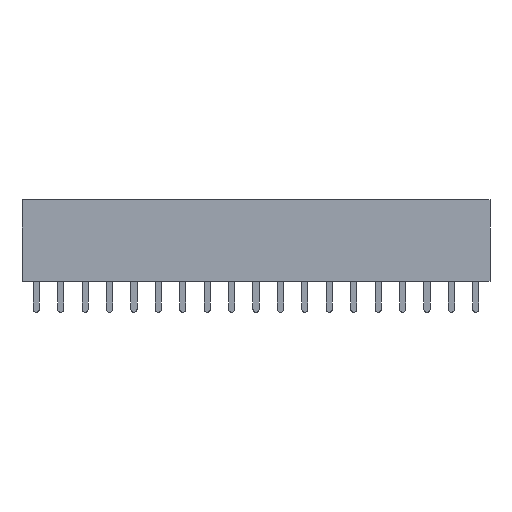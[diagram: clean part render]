
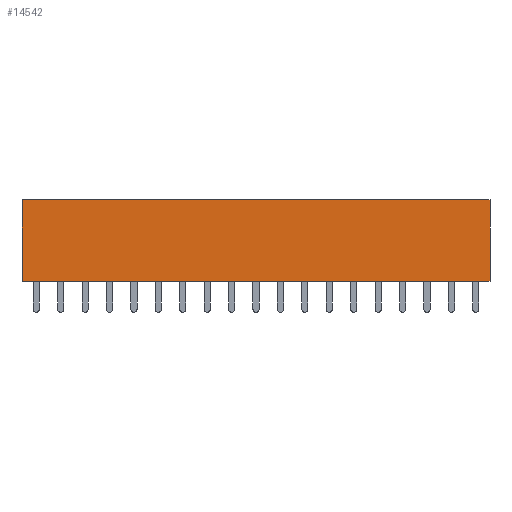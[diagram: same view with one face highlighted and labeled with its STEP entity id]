
A CAD part, front view. The second image highlights one B-rep face of the part: STEP entity #14542.
In plain terms, the highlighted planar face has unit normal (0, -1, 0).
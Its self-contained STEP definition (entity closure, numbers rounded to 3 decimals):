
#903=FACE_OUTER_BOUND('',#1818,.T.);
#1818=EDGE_LOOP('',(#10827,#10828,#10829,#10830));
#2319=LINE('',#19387,#4018);
#2414=LINE('',#19874,#4113);
#3321=LINE('',#21891,#5020);
#3331=LINE('',#21910,#5030);
#4018=VECTOR('',#15941,1.);
#4113=VECTOR('',#16100,1.);
#5020=VECTOR('',#17657,1.);
#5030=VECTOR('',#17669,1.);
#5717=VERTEX_POINT('',#19384);
#5718=VERTEX_POINT('',#19386);
#5889=VERTEX_POINT('',#19871);
#6516=VERTEX_POINT('',#21887);
#6999=EDGE_CURVE('',#5718,#5717,#2319,.T.);
#7172=EDGE_CURVE('',#5717,#5889,#2414,.T.);
#8089=EDGE_CURVE('',#5718,#6516,#3321,.T.);
#8099=EDGE_CURVE('',#6516,#5889,#3331,.T.);
#10827=ORIENTED_EDGE('',*,*,#7172,.T.);
#10828=ORIENTED_EDGE('',*,*,#8099,.F.);
#10829=ORIENTED_EDGE('',*,*,#8089,.F.);
#10830=ORIENTED_EDGE('',*,*,#6999,.T.);
#13324=PLANE('',#15421);
#14542=ADVANCED_FACE('',(#903),#13324,.F.);
#15421=AXIS2_PLACEMENT_3D('',#21912,#17672,#17673);
#15941=DIRECTION('',(0.,0.,-1.));
#16100=DIRECTION('',(1.,0.,0.));
#17657=DIRECTION('',(1.,0.,0.));
#17669=DIRECTION('',(0.,0.,-1.));
#17672=DIRECTION('center_axis',(0.,1.,0.));
#17673=DIRECTION('ref_axis',(0.,0.,1.));
#19384=CARTESIAN_POINT('',(-24.33,-2.5,0.));
#19386=CARTESIAN_POINT('',(-24.33,-2.5,8.5));
#19387=CARTESIAN_POINT('',(-24.33,-2.5,8.5));
#19871=CARTESIAN_POINT('',(24.33,-2.5,0.));
#19874=CARTESIAN_POINT('',(-24.33,-2.5,0.));
#21887=CARTESIAN_POINT('',(24.33,-2.5,8.5));
#21891=CARTESIAN_POINT('',(-24.33,-2.5,8.5));
#21910=CARTESIAN_POINT('',(24.33,-2.5,8.5));
#21912=CARTESIAN_POINT('Origin',(-24.33,-2.5,8.5));
